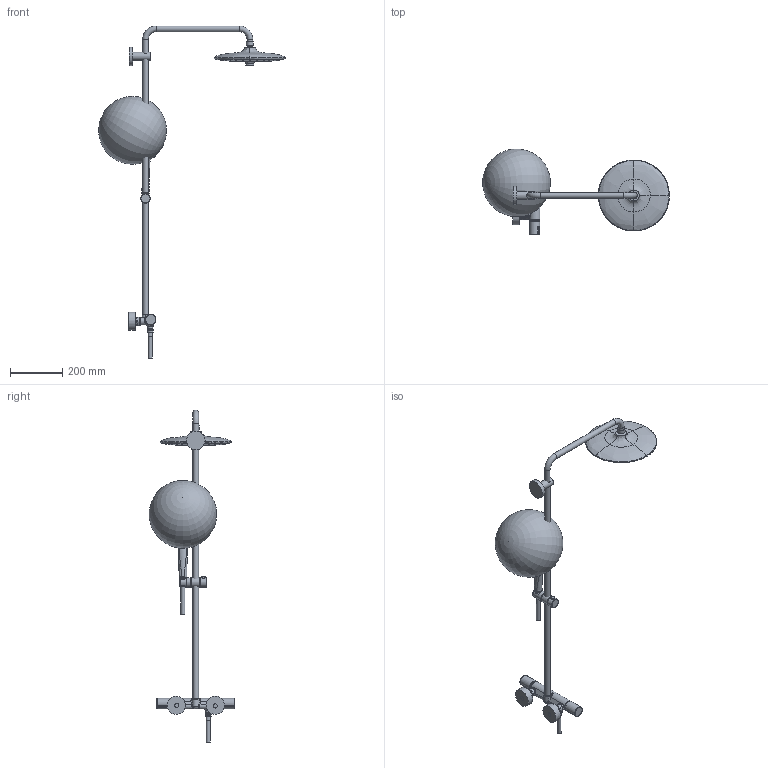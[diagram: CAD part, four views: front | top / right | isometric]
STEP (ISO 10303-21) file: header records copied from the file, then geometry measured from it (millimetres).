
FILE_DESCRIPTION(/* description */ ('Unknown'),/* implementation_level */ '2;1');
FILE_NAME(/* name */ '27298002',/* time_stamp */ '2022-09-01T15:33:18+02:00',/* author */ ('Unknown'),/* organization */ ('GROHE AG'),/* preprocessor_version */ 'ST-DEVELOPER v16.7',/* originating_system */ 'DEX',/* authorisation */ $);
FILE_SCHEMA (('AUTOMOTIVE_DESIGN {1 0 10303 214 3 1 1}'));
Products named in the file (38): 27298002; 27298002_0; 27298002_1; 27298002_2; G0181BC40660ln5y; g01806A88795qqn0; caps; 27298002_3; G0181F9CAB557vxb; 27298002_4; 27298002_5; 27298002_6; 27298002_7; 27298002_8; 27298002_9; 27298002_10; 27298002_11; 27298002_12; 27298002_13; 27298002_14; 27298002_15; 27298002_16; 27298002_17; face1; 071108_Family_HSH_FaceEco_E_Lob; 27298002_18; 27298002_19; 27298002_20; 27298002_21; 27298002_22; 27298002_23; rail_sur; A4285913_DIY_THM_Griff_Body_090831; rail_sur_0; A4285913_DIY_THM_Griff_Body_090831_0; 27298002_24; 27298002_25
Assembly tree (37 placements, depth 2):
  27298002
    27298002
    27298002_0
    27298002_1
    27298002_2
    G0181BC40660ln5y
    g01806A88795qqn0
    caps
    27298002_3
    G0181F9CAB557vxb
    27298002_4
    27298002_5
    27298002_6
    27298002_7
    27298002_8
    27298002_9
    27298002_10
    27298002_11
    27298002_12
    27298002_13
    27298002_14
    27298002_15
    27298002_16
    27298002_17
    face1
    071108_Family_HSH_FaceEco_E_Lob
    27298002_18
    27298002_19
    27298002_20
    27298002_21
    27298002_22
    27298002_23
    rail_sur
    A4285913_DIY_THM_Griff_Body_090831
    rail_sur_0
    A4285913_DIY_THM_Griff_Body_090831_0
    27298002_24
    27298002_25
Bounding box: 715.64 x 327.57 x 1272.38 mm (x, y, z)
Volume: 12463589.9 mm3; surface area: 886573.8 mm2
Topology: 37 solids, 37 shells, 1641 faces, 4673 edges, 3052 vertices
Faces by surface type: plane 753, bspline 457, cylinder 334, torus 52, cone 33, sphere 12
Full cylindrical faces by diameter (mm): 4.005 x152, 14 x1, 15 x3, 15.3 x2, 16 x1, 18 x2, 18.2 x1, 18.4 x1, 18.5 x1, 18.7 x2, 19.9 x1, 20 x2, 20.9 x2, 20.96 x2, 21.8 x1, 22 x2, 23 x2, 23.5 x1, 24 x3, 26.44 x2, 27 x3, 30.333 x1, 31.3 x1, 31.8 x1, 32 x1, 33.4 x2, 35.2 x1, 36 x4, 40 x2, 54.466 x1
Entity records: 90554 total; most frequent: CARTESIAN_POINT 50961, ORIENTED_EDGE 8492, DIRECTION 4365, EDGE_CURVE 4246, VERTEX_POINT 2994, B_SPLINE_CURVE_WITH_KNOTS 2903, FACE_BOUND 2314, EDGE_LOOP 2312
